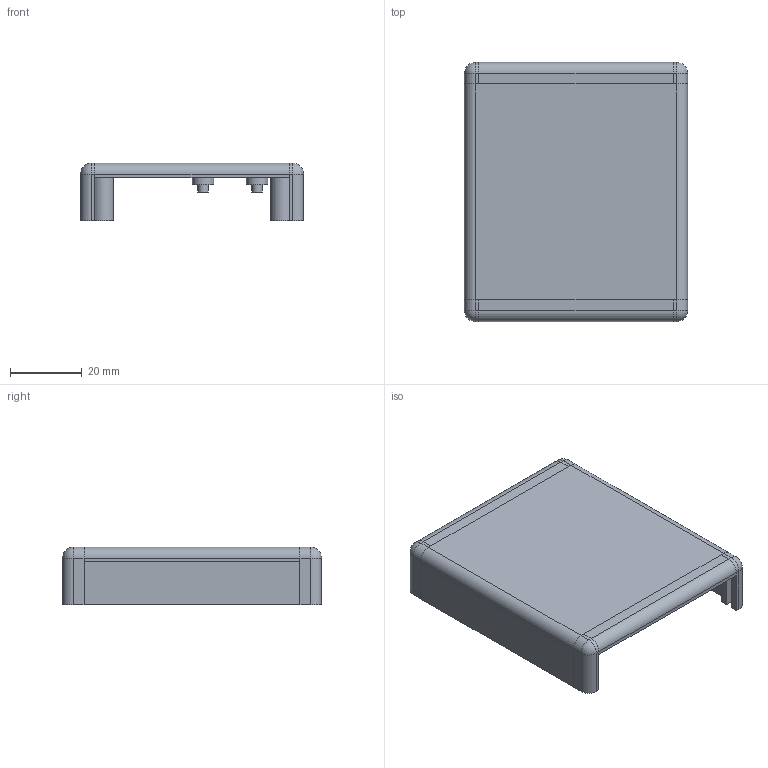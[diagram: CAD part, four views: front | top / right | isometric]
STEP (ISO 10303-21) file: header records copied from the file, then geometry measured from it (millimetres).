
FILE_DESCRIPTION(('FreeCAD Model'),'2;1');
FILE_NAME('top.step', '2014-05-06T21:05:45',('FreeCAD'),('FreeCAD'), 'Open CASCADE STEP processor 6.3','FreeCAD','Unknown');
FILE_SCHEMA(('AUTOMOTIVE_DESIGN_CC2 { 1 2 10303 214 -1 1 5 4 }'));
Length unit declared in the file: millimetre
Products named in the file (4): Open CASCADE STEP translator 6.3 4; Open CASCADE STEP translator 6.3 4.1; Open CASCADE STEP translator 6.3 4.2; Open CASCADE STEP translator 6.3 4.3
Assembly tree (3 placements, depth 2):
  Open CASCADE STEP translator 6.3 4
    Open CASCADE STEP translator 6.3 4.1
    Open CASCADE STEP translator 6.3 4.2
    Open CASCADE STEP translator 6.3 4.3
Bounding box: 62 x 72 x 16 mm (x, y, z)
Volume: 21173.1 mm3; surface area: 14951.9 mm2
Topology: 3 solids, 3 shells, 110 faces, 240 edges, 144 vertices
Faces by surface type: plane 72, cylinder 28, revolution 4, sphere 4, cone 2
Full cylindrical faces by diameter (mm): 2 x1, 2.9 x2, 3.2 x2, 4 x3, 6 x4
Entity records: 6135 total; most frequent: CARTESIAN_POINT 1078, DIRECTION 989, LINE 600, VECTOR 600, ORIENTED_EDGE 472, PCURVE 472, DEFINITIONAL_REPRESENTATION 472, EDGE_CURVE 236
